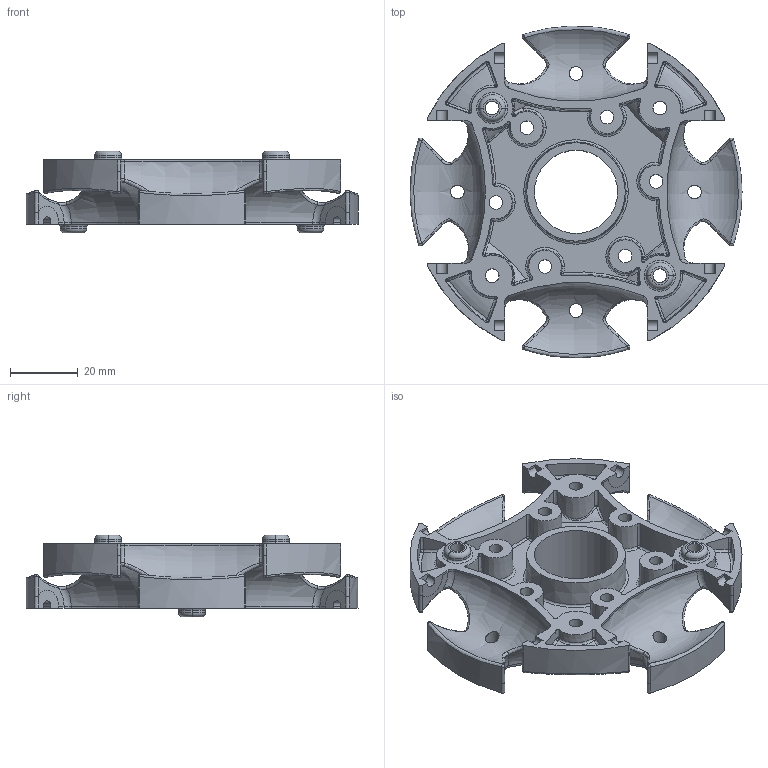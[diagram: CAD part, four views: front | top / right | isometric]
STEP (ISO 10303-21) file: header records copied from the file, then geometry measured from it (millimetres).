
FILE_DESCRIPTION (( 'STEP AP214' ), '1' );
FILE_NAME ('am-3032 MP4-8D - Inner Body.STEP', '2014-12-18T22:39:19', ( '' ), ( '' ), 'SwSTEP 2.0', 'SolidWorks 2014', '' );
FILE_SCHEMA (( 'AUTOMOTIVE_DESIGN' ));
Length unit declared in the file: inch
Products named in the file (1): am-3032 MP4-8D - Inner Body
Bounding box: 97.79 x 97.79 x 24.13 mm (x, y, z)
Volume: 41874.5 mm3; surface area: 29414.2 mm2
Topology: 1 solids, 1 shells, 844 faces, 2106 edges, 1268 vertices
Faces by surface type: bspline 220, sphere 181, plane 130, cylinder 130, torus 104, cone 79
Entity records: 36276 total; most frequent: CARTESIAN_POINT 14220, ORIENTED_EDGE 4172, DIRECTION 3789, EDGE_CURVE 2086, AXIS2_PLACEMENT_3D 1694, VERTEX_POINT 1260, CIRCLE 1069, EDGE_LOOP 890
